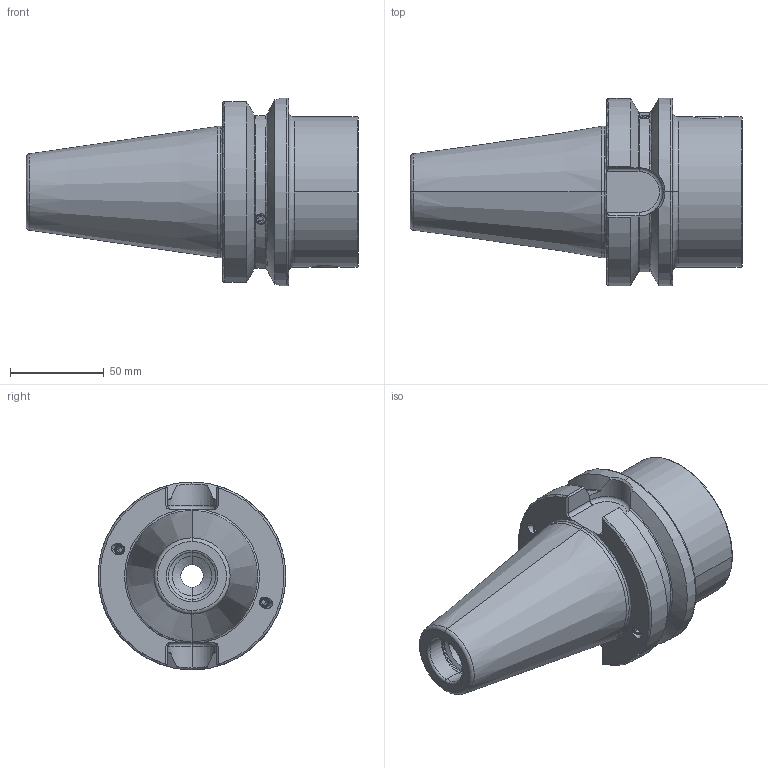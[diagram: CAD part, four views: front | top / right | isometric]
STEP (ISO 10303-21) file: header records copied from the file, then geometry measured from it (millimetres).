
FILE_DESCRIPTION (( 'STEP AP214' ), '1' );
FILE_NAME ('BB5-WH8.K01.075.STEP', '2016-05-23T12:14:24', ( 'SWIAdmin' ), ( 'Hewlett-Packard Company' ), 'SwSTEP 2.0', 'SolidWorks 2015', '' );
FILE_SCHEMA (( 'AUTOMOTIVE_DESIGN' ));
Length unit declared in the file: millimetre
Products named in the file (4): BB5-WH8.K01.075; BB5-WH8.K01.075_B; ISO 4026 - M6 x 5_PreviewCfg; WH8-ER1.001.029
Assembly tree (7 placements, depth 2):
  BB5-WH8.K01.075
    BB5-WH8.K01.075_B
    ISO 4026 - M6 x 5_PreviewCfg  x4
    WH8-ER1.001.029  x2
Bounding box: 176.8 x 100 x 100 mm (x, y, z)
Volume: 607324.2 mm3; surface area: 72058.3 mm2
Topology: 7 solids, 7 shells, 240 faces, 563 edges, 337 vertices
Faces by surface type: plane 84, cylinder 65, cone 50, torus 35, bspline 6
Entity records: 6643 total; most frequent: CARTESIAN_POINT 2505, ORIENTED_EDGE 806, DIRECTION 791, EDGE_CURVE 403, AXIS2_PLACEMENT_3D 320, VERTEX_POINT 242, EDGE_LOOP 181, ADVANCED_FACE 167
